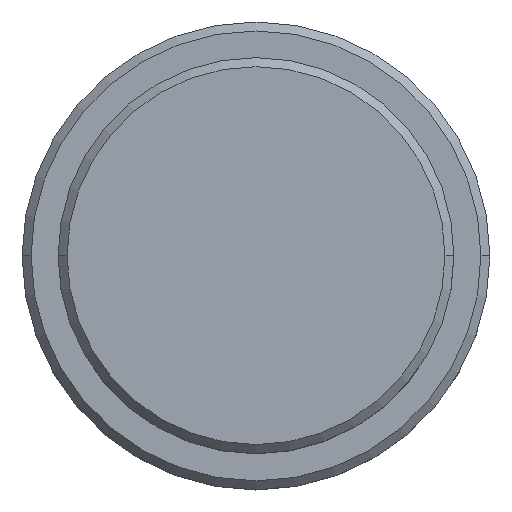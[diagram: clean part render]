
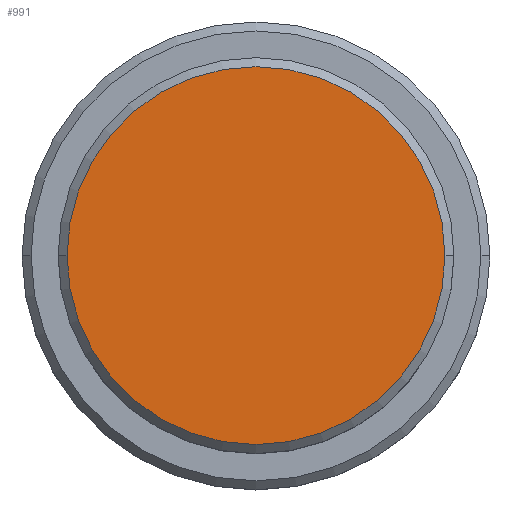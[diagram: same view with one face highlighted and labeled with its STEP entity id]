
A CAD part, top view. The second image highlights one B-rep face of the part: STEP entity #991.
In plain terms, the highlighted planar face has unit normal (0, 0, 1).
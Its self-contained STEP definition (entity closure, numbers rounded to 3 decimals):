
#18 = DIRECTION ( 'NONE',  ( 1., 0., 0. ) ) ;
#155 = AXIS2_PLACEMENT_3D ( 'NONE', #1276, #432, #1310 ) ;
#388 = DIRECTION ( 'NONE',  ( 1., 0., 0. ) ) ;
#432 = DIRECTION ( 'NONE',  ( 0., 0., 1. ) ) ;
#465 = EDGE_CURVE ( 'NONE', #1378, #1101, #886, .T. ) ;
#499 = FACE_OUTER_BOUND ( 'NONE', #1394, .T. ) ;
#564 = CARTESIAN_POINT ( 'NONE',  ( 0., 0., 0. ) ) ;
#632 = CIRCLE ( 'NONE', #1187, 10.5 ) ;
#710 = CARTESIAN_POINT ( 'NONE',  ( 0., 0., 0. ) ) ;
#711 = CARTESIAN_POINT ( 'NONE',  ( 10.5, 0., 0. ) ) ;
#712 = ORIENTED_EDGE ( 'NONE', *, *, #759, .T. ) ;
#759 = EDGE_CURVE ( 'NONE', #1101, #1378, #632, .T. ) ;
#835 = ORIENTED_EDGE ( 'NONE', *, *, #465, .T. ) ;
#886 = CIRCLE ( 'NONE', #155, 10.5 ) ;
#924 = PLANE ( 'NONE',  #1209 ) ;
#991 = ADVANCED_FACE ( 'NONE', ( #499 ), #924, .T. ) ;
#1101 = VERTEX_POINT ( 'NONE', #1251 ) ;
#1187 = AXIS2_PLACEMENT_3D ( 'NONE', #564, #1330, #18 ) ;
#1209 = AXIS2_PLACEMENT_3D ( 'NONE', #710, #1266, #388 ) ;
#1251 = CARTESIAN_POINT ( 'NONE',  ( -10.5, 0., 0. ) ) ;
#1266 = DIRECTION ( 'NONE',  ( 0., 0., 1. ) ) ;
#1276 = CARTESIAN_POINT ( 'NONE',  ( 0., 0., 0. ) ) ;
#1310 = DIRECTION ( 'NONE',  ( 1., 0., 0. ) ) ;
#1330 = DIRECTION ( 'NONE',  ( 0., 0., 1. ) ) ;
#1378 = VERTEX_POINT ( 'NONE', #711 ) ;
#1394 = EDGE_LOOP ( 'NONE', ( #712, #835 ) ) ;
